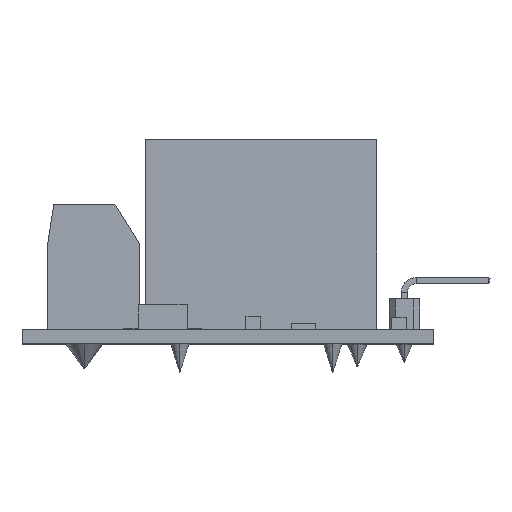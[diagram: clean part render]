
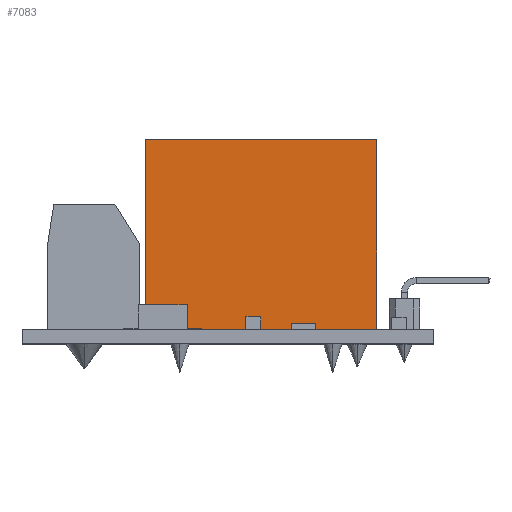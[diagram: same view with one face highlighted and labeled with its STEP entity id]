
A CAD part, top view. The second image highlights one B-rep face of the part: STEP entity #7083.
In plain terms, the highlighted planar face has unit normal (0, 0, 1).
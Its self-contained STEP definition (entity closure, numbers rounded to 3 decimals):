
#132 = CARTESIAN_POINT ( 'NONE',  ( 29., 16.7, -6.4 ) ) ;
#226 = FACE_OUTER_BOUND ( 'NONE', #3708, .T. ) ;
#619 = DIRECTION ( 'NONE',  ( 1., 0., 0. ) ) ;
#672 = CARTESIAN_POINT ( 'NONE',  ( 10.1, 16.7, -6.4 ) ) ;
#688 = EDGE_CURVE ( 'NONE', #5222, #1368, #2120, .T. ) ;
#742 = EDGE_CURVE ( 'NONE', #1124, #910, #1717, .T. ) ;
#827 = DIRECTION ( 'NONE',  ( -1., 0., 0. ) ) ;
#910 = VERTEX_POINT ( 'NONE', #6635 ) ;
#1124 = VERTEX_POINT ( 'NONE', #132 ) ;
#1368 = VERTEX_POINT ( 'NONE', #3420 ) ;
#1717 = LINE ( 'NONE', #2265, #8214 ) ;
#2120 = LINE ( 'NONE', #6001, #8520 ) ;
#2247 = VECTOR ( 'NONE', #9607, 1000. ) ;
#2265 = CARTESIAN_POINT ( 'NONE',  ( 29., 16.7, -6.4 ) ) ;
#2545 = CARTESIAN_POINT ( 'NONE',  ( 10.1, 1.2, -6.4 ) ) ;
#2556 = ORIENTED_EDGE ( 'NONE', *, *, #9134, .F. ) ;
#3317 = AXIS2_PLACEMENT_3D ( 'NONE', #4643, #8430, #827 ) ;
#3420 = CARTESIAN_POINT ( 'NONE',  ( 10.1, 1.2, -6.4 ) ) ;
#3708 = EDGE_LOOP ( 'NONE', ( #5289, #4901, #2556, #4845 ) ) ;
#4595 = DIRECTION ( 'NONE',  ( 0., -1., 0. ) ) ;
#4643 = CARTESIAN_POINT ( 'NONE',  ( 10.1, 16.7, -6.4 ) ) ;
#4734 = PLANE ( 'NONE',  #3317 ) ;
#4845 = ORIENTED_EDGE ( 'NONE', *, *, #688, .T. ) ;
#4901 = ORIENTED_EDGE ( 'NONE', *, *, #742, .F. ) ;
#5160 = DIRECTION ( 'NONE',  ( 0., -1., 0. ) ) ;
#5222 = VERTEX_POINT ( 'NONE', #672 ) ;
#5289 = ORIENTED_EDGE ( 'NONE', *, *, #7903, .T. ) ;
#6001 = CARTESIAN_POINT ( 'NONE',  ( 10.1, 16.7, -6.4 ) ) ;
#6475 = VECTOR ( 'NONE', #619, 1000. ) ;
#6614 = LINE ( 'NONE', #7210, #2247 ) ;
#6635 = CARTESIAN_POINT ( 'NONE',  ( 29., 1.2, -6.4 ) ) ;
#7083 = ADVANCED_FACE ( 'NONE', ( #226 ), #4734, .F. ) ;
#7210 = CARTESIAN_POINT ( 'NONE',  ( 10.1, 16.7, -6.4 ) ) ;
#7903 = EDGE_CURVE ( 'NONE', #1368, #910, #9319, .T. ) ;
#8214 = VECTOR ( 'NONE', #4595, 1000. ) ;
#8430 = DIRECTION ( 'NONE',  ( 0., 0., -1. ) ) ;
#8520 = VECTOR ( 'NONE', #5160, 1000. ) ;
#9134 = EDGE_CURVE ( 'NONE', #5222, #1124, #6614, .T. ) ;
#9319 = LINE ( 'NONE', #2545, #6475 ) ;
#9607 = DIRECTION ( 'NONE',  ( 1., 0., 0. ) ) ;
